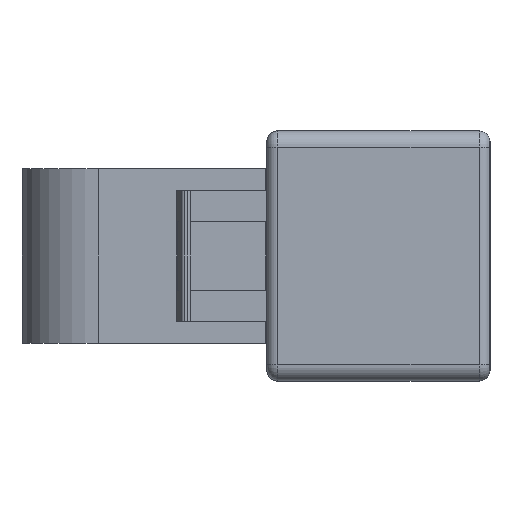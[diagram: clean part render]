
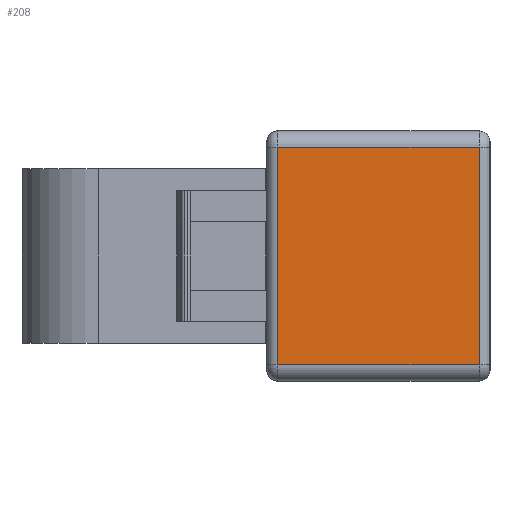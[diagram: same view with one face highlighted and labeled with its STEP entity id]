
A CAD part, left-side view. The second image highlights one B-rep face of the part: STEP entity #208.
In plain terms, the highlighted planar face has unit normal (-1, 0, 0).
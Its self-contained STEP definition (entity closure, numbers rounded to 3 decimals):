
#208 = ADVANCED_FACE ( 'NONE', ( #889 ), #5272, .T. ) ;
#211 = EDGE_CURVE ( 'NONE', #4259, #5392, #2384, .T. ) ;
#312 = LINE ( 'NONE', #4703, #3949 ) ;
#374 = ORIENTED_EDGE ( 'NONE', *, *, #527, .T. ) ;
#459 = CARTESIAN_POINT ( 'NONE',  ( 0., 1., -21.5 ) ) ;
#517 = DIRECTION ( 'NONE',  ( 0., 0., 1. ) ) ;
#527 = EDGE_CURVE ( 'NONE', #4451, #4259, #312, .T. ) ;
#889 = FACE_OUTER_BOUND ( 'NONE', #3794, .T. ) ;
#935 = LINE ( 'NONE', #6092, #1182 ) ;
#1182 = VECTOR ( 'NONE', #1368, 1000. ) ;
#1368 = DIRECTION ( 'NONE',  ( 0., 0., 1. ) ) ;
#1422 = VECTOR ( 'NONE', #2453, 1000. ) ;
#1518 = CARTESIAN_POINT ( 'NONE',  ( 0., 19.5, -21.5 ) ) ;
#2348 = VERTEX_POINT ( 'NONE', #2525 ) ;
#2377 = DIRECTION ( 'NONE',  ( 0., 0., -1. ) ) ;
#2384 = LINE ( 'NONE', #2930, #1422 ) ;
#2453 = DIRECTION ( 'NONE',  ( 0., -1., 0. ) ) ;
#2525 = CARTESIAN_POINT ( 'NONE',  ( 0., 1., -1.5 ) ) ;
#2798 = AXIS2_PLACEMENT_3D ( 'NONE', #4336, #2949, #517 ) ;
#2930 = CARTESIAN_POINT ( 'NONE',  ( 0., 0., -21.5 ) ) ;
#2949 = DIRECTION ( 'NONE',  ( -1., 0., 0. ) ) ;
#3030 = DIRECTION ( 'NONE',  ( 0., 1., 0. ) ) ;
#3294 = ORIENTED_EDGE ( 'NONE', *, *, #211, .T. ) ;
#3794 = EDGE_LOOP ( 'NONE', ( #4552, #374, #3294, #5387 ) ) ;
#3949 = VECTOR ( 'NONE', #2377, 1000. ) ;
#4223 = CARTESIAN_POINT ( 'NONE',  ( 0., 19.5, -1.5 ) ) ;
#4259 = VERTEX_POINT ( 'NONE', #1518 ) ;
#4336 = CARTESIAN_POINT ( 'NONE',  ( 0., 0., -23. ) ) ;
#4373 = CARTESIAN_POINT ( 'NONE',  ( 0., 20.5, -1.5 ) ) ;
#4403 = EDGE_CURVE ( 'NONE', #5392, #2348, #935, .T. ) ;
#4451 = VERTEX_POINT ( 'NONE', #4223 ) ;
#4552 = ORIENTED_EDGE ( 'NONE', *, *, #5336, .T. ) ;
#4703 = CARTESIAN_POINT ( 'NONE',  ( 0., 19.5, -23. ) ) ;
#5135 = LINE ( 'NONE', #4373, #5652 ) ;
#5272 = PLANE ( 'NONE',  #2798 ) ;
#5336 = EDGE_CURVE ( 'NONE', #2348, #4451, #5135, .T. ) ;
#5387 = ORIENTED_EDGE ( 'NONE', *, *, #4403, .T. ) ;
#5392 = VERTEX_POINT ( 'NONE', #459 ) ;
#5652 = VECTOR ( 'NONE', #3030, 1000. ) ;
#6092 = CARTESIAN_POINT ( 'NONE',  ( 0., 1., -23. ) ) ;
